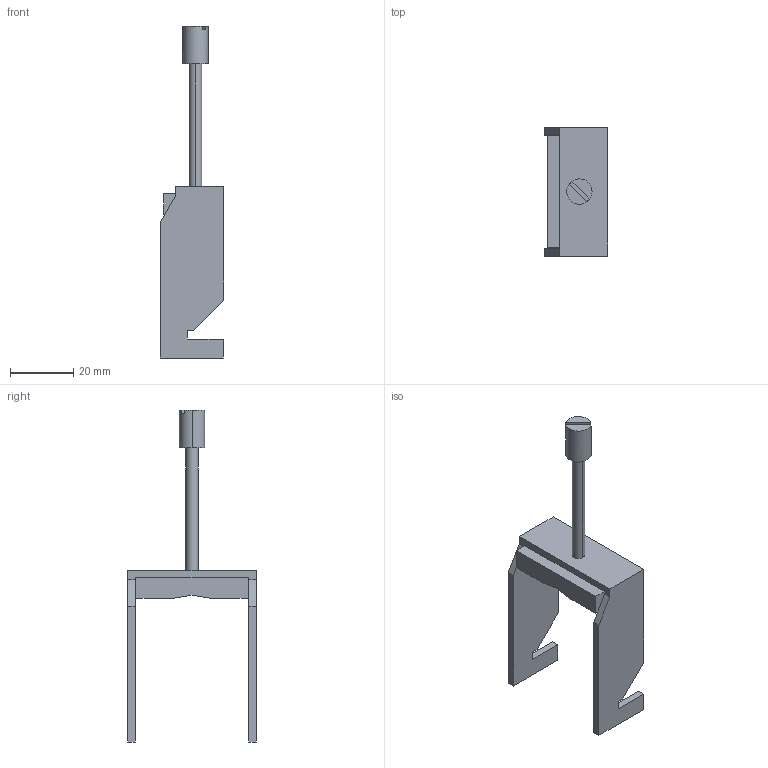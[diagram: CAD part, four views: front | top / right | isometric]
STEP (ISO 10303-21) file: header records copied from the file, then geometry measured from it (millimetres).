
FILE_DESCRIPTION(('STEP AP214'),'1');
FILE_NAME('cctmp_FE07372F-22EC-4351-9BB8-01CAF6383EA4_2023_07_24_22_13_54_0165..stp','2023-07-24T20:13:54',('SIEMENS A&D'),('CADClick - www.CADClick.com'),'Spatial InterOp 3D postprocessed',' ','unknown authorization');
FILE_SCHEMA(('AUTOMOTIVE_DESIGN'));
Length unit declared in the file: millimetre
Products named in the file (1): 2023_07_24_22_13_54_0165
Bounding box: 20.15 x 40.6 x 105 mm (x, y, z)
Volume: 10950.3 mm3; surface area: 7702.5 mm2
Topology: 1 solids, 1 shells, 43 faces, 116 edges, 77 vertices
Faces by surface type: plane 39, cylinder 4
Entity records: 1493 total; most frequent: CARTESIAN_POINT 237, ORIENTED_EDGE 232, DIRECTION 217, EDGE_CURVE 116, LINE 103, VECTOR 103, VERTEX_POINT 77, AXIS2_PLACEMENT_3D 57
